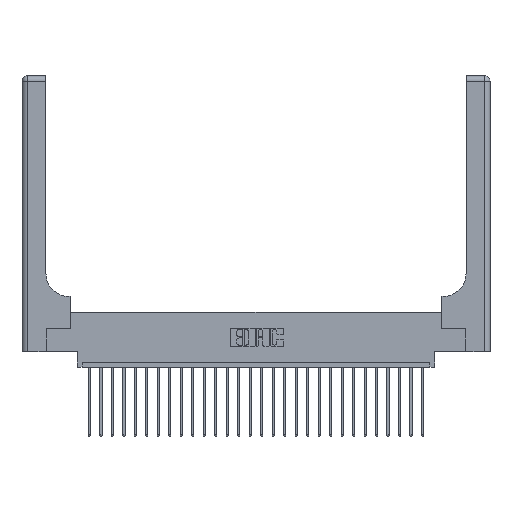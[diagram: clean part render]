
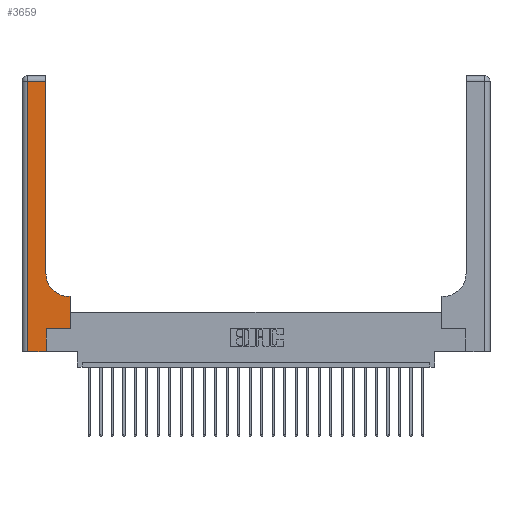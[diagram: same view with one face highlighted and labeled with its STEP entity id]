
A CAD part, top view. The second image highlights one B-rep face of the part: STEP entity #3659.
In plain terms, the highlighted planar face has unit normal (0, 0, 1).
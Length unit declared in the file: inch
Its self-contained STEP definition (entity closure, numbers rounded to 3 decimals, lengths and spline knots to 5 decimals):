
#788 = ORIENTED_EDGE ( 'NONE', *, *, #19053, .T. ) ;
#944 = ORIENTED_EDGE ( 'NONE', *, *, #11729, .T. ) ;
#1175 = CARTESIAN_POINT ( 'NONE',  ( 0.06, 2.94, 0.37 ) ) ;
#1286 = DIRECTION ( 'NONE',  ( -1., 0., 0. ) ) ;
#1289 = VERTEX_POINT ( 'NONE', #12404 ) ;
#1480 = ORIENTED_EDGE ( 'NONE', *, *, #1979, .T. ) ;
#1979 = EDGE_CURVE ( 'NONE', #2439, #20987, #20449, .T. ) ;
#1983 = VERTEX_POINT ( 'NONE', #1175 ) ;
#2087 = LINE ( 'NONE', #6663, #20913 ) ;
#2439 = VERTEX_POINT ( 'NONE', #21956 ) ;
#2979 = AXIS2_PLACEMENT_3D ( 'NONE', #18885, #18803, #9188 ) ;
#3218 = ORIENTED_EDGE ( 'NONE', *, *, #20411, .T. ) ;
#3659 = ADVANCED_FACE ( 'NONE', ( #8382 ), #5028, .F. ) ;
#3808 = VECTOR ( 'NONE', #17499, 39.37008 ) ;
#4752 = CARTESIAN_POINT ( 'NONE',  ( 0.26, 2.94, 0.37 ) ) ;
#5028 = PLANE ( 'NONE',  #23996 ) ;
#5220 = LINE ( 'NONE', #9010, #18157 ) ;
#5517 = CARTESIAN_POINT ( 'NONE',  ( 0.265, 0., 0.37 ) ) ;
#6569 = DIRECTION ( 'NONE',  ( 0., -1., 0. ) ) ;
#6663 = CARTESIAN_POINT ( 'NONE',  ( 0., 0., 0.37 ) ) ;
#6936 = DIRECTION ( 'NONE',  ( 1., 0., 0. ) ) ;
#6966 = EDGE_CURVE ( 'NONE', #20987, #1983, #11748, .T. ) ;
#7569 = CARTESIAN_POINT ( 'NONE',  ( 0.528, 0.25, 0.37 ) ) ;
#7950 = ORIENTED_EDGE ( 'NONE', *, *, #14856, .T. ) ;
#8382 = FACE_OUTER_BOUND ( 'NONE', #12491, .T. ) ;
#8563 = LINE ( 'NONE', #22119, #19934 ) ;
#8797 = CARTESIAN_POINT ( 'NONE',  ( 0.265, 0.25, 0.37 ) ) ;
#9010 = CARTESIAN_POINT ( 'NONE',  ( 0.265, 0.25, 0.37 ) ) ;
#9188 = DIRECTION ( 'NONE',  ( 1., 0., 0. ) ) ;
#9267 = VECTOR ( 'NONE', #15131, 39.37008 ) ;
#10148 = VERTEX_POINT ( 'NONE', #19275 ) ;
#11022 = CARTESIAN_POINT ( 'NONE',  ( 0., 3., 0.37 ) ) ;
#11149 = VECTOR ( 'NONE', #22863, 39.37008 ) ;
#11258 = LINE ( 'NONE', #25486, #3808 ) ;
#11729 = EDGE_CURVE ( 'NONE', #10148, #2439, #16735, .T. ) ;
#11748 = LINE ( 'NONE', #17669, #15405 ) ;
#12404 = CARTESIAN_POINT ( 'NONE',  ( 0.528, 0.25, 0.37 ) ) ;
#12470 = VECTOR ( 'NONE', #17166, 39.37008 ) ;
#12491 = EDGE_LOOP ( 'NONE', ( #1480, #18515, #18167, #16597, #788, #24933, #3218, #7950, #944 ) ) ;
#12599 = VERTEX_POINT ( 'NONE', #18829 ) ;
#12695 = DIRECTION ( 'NONE',  ( 1., 0., 0. ) ) ;
#13147 = DIRECTION ( 'NONE',  ( 0., 0., -1. ) ) ;
#13251 = CARTESIAN_POINT ( 'NONE',  ( 0.26, 0.6, 0.37 ) ) ;
#14580 = VERTEX_POINT ( 'NONE', #19968 ) ;
#14856 = EDGE_CURVE ( 'NONE', #14580, #10148, #18795, .T. ) ;
#15131 = DIRECTION ( 'NONE',  ( -1., 0., 0. ) ) ;
#15405 = VECTOR ( 'NONE', #17290, 39.37008 ) ;
#15546 = EDGE_CURVE ( 'NONE', #12599, #23742, #2087, .T. ) ;
#16248 = EDGE_CURVE ( 'NONE', #1983, #12599, #8563, .T. ) ;
#16597 = ORIENTED_EDGE ( 'NONE', *, *, #15546, .T. ) ;
#16645 = LINE ( 'NONE', #7569, #11149 ) ;
#16735 = CIRCLE ( 'NONE', #2979, 0.25 ) ;
#17166 = DIRECTION ( 'NONE',  ( 0., 1., 0. ) ) ;
#17290 = DIRECTION ( 'NONE',  ( -1., 0., 0. ) ) ;
#17499 = DIRECTION ( 'NONE',  ( 0., 1., 0. ) ) ;
#17669 = CARTESIAN_POINT ( 'NONE',  ( 0., 2.94, 0.37 ) ) ;
#18157 = VECTOR ( 'NONE', #6936, 39.37008 ) ;
#18167 = ORIENTED_EDGE ( 'NONE', *, *, #16248, .T. ) ;
#18515 = ORIENTED_EDGE ( 'NONE', *, *, #6966, .T. ) ;
#18795 = LINE ( 'NONE', #13251, #9267 ) ;
#18803 = DIRECTION ( 'NONE',  ( 0., 0., -1. ) ) ;
#18829 = CARTESIAN_POINT ( 'NONE',  ( 0.06, 0., 0.37 ) ) ;
#18885 = CARTESIAN_POINT ( 'NONE',  ( 0.51, 0.85, 0.37 ) ) ;
#19053 = EDGE_CURVE ( 'NONE', #23742, #19965, #11258, .T. ) ;
#19275 = CARTESIAN_POINT ( 'NONE',  ( 0.51, 0.6, 0.37 ) ) ;
#19934 = VECTOR ( 'NONE', #6569, 39.37008 ) ;
#19965 = VERTEX_POINT ( 'NONE', #8797 ) ;
#19968 = CARTESIAN_POINT ( 'NONE',  ( 0.528, 0.6, 0.37 ) ) ;
#20411 = EDGE_CURVE ( 'NONE', #1289, #14580, #16645, .T. ) ;
#20449 = LINE ( 'NONE', #25075, #12470 ) ;
#20913 = VECTOR ( 'NONE', #12695, 39.37008 ) ;
#20987 = VERTEX_POINT ( 'NONE', #4752 ) ;
#21018 = EDGE_CURVE ( 'NONE', #19965, #1289, #5220, .T. ) ;
#21956 = CARTESIAN_POINT ( 'NONE',  ( 0.26, 0.85, 0.37 ) ) ;
#22119 = CARTESIAN_POINT ( 'NONE',  ( 0.06, 3., 0.37 ) ) ;
#22863 = DIRECTION ( 'NONE',  ( 0., 1., 0. ) ) ;
#23742 = VERTEX_POINT ( 'NONE', #5517 ) ;
#23996 = AXIS2_PLACEMENT_3D ( 'NONE', #11022, #13147, #1286 ) ;
#24933 = ORIENTED_EDGE ( 'NONE', *, *, #21018, .T. ) ;
#25075 = CARTESIAN_POINT ( 'NONE',  ( 0.26, 3., 0.37 ) ) ;
#25486 = CARTESIAN_POINT ( 'NONE',  ( 0.265, 0., 0.37 ) ) ;
